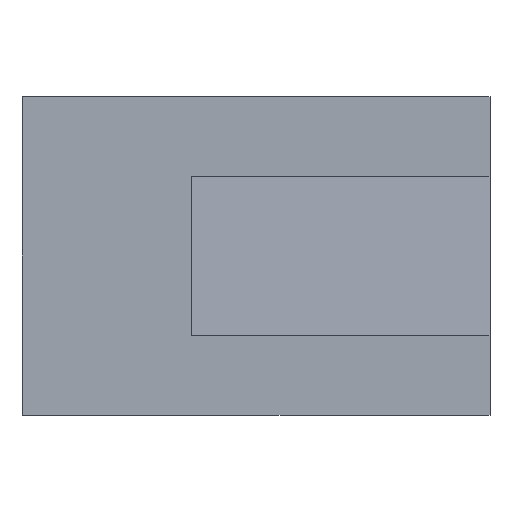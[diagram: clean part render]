
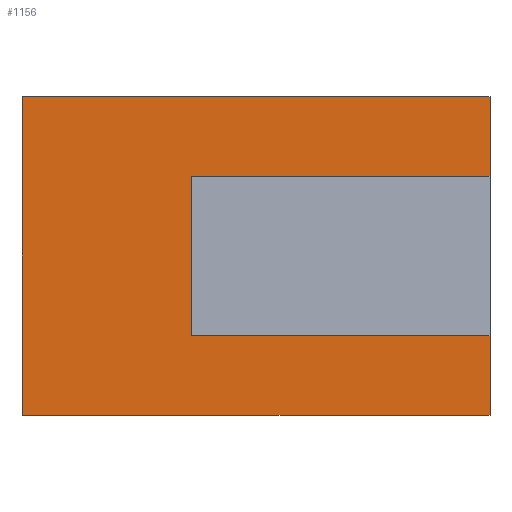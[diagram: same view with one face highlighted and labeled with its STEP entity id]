
A CAD part, front view. The second image highlights one B-rep face of the part: STEP entity #1156.
In plain terms, the highlighted planar face has unit normal (0, -1, 0).
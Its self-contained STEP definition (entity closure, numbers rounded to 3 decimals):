
#156=FACE_OUTER_BOUND('',#225,.T.);
#225=EDGE_LOOP('',(#1036,#1037,#1038,#1039,#1040,#1041,#1042,#1043));
#301=LINE('',#1944,#414);
#327=LINE('',#2018,#440);
#328=LINE('',#2021,#441);
#332=LINE('',#2028,#445);
#333=LINE('',#2031,#446);
#335=LINE('',#2033,#448);
#339=LINE('',#2042,#452);
#341=LINE('',#2045,#454);
#414=VECTOR('',#1354,10.);
#440=VECTOR('',#1426,10.);
#441=VECTOR('',#1429,10.);
#445=VECTOR('',#1435,10.);
#446=VECTOR('',#1438,10.);
#448=VECTOR('',#1440,10.);
#452=VECTOR('',#1450,10.);
#454=VECTOR('',#1454,10.);
#532=VERTEX_POINT('',#1941);
#533=VERTEX_POINT('',#1943);
#557=VERTEX_POINT('',#2014);
#558=VERTEX_POINT('',#2016);
#559=VERTEX_POINT('',#2020);
#561=VERTEX_POINT('',#2026);
#562=VERTEX_POINT('',#2030);
#564=VERTEX_POINT('',#2041);
#677=EDGE_CURVE('',#532,#533,#301,.T.);
#713=EDGE_CURVE('',#557,#558,#327,.T.);
#714=EDGE_CURVE('',#558,#559,#328,.T.);
#718=EDGE_CURVE('',#559,#561,#332,.T.);
#719=EDGE_CURVE('',#557,#562,#333,.T.);
#721=EDGE_CURVE('',#533,#561,#335,.T.);
#725=EDGE_CURVE('',#562,#564,#339,.T.);
#727=EDGE_CURVE('',#564,#532,#341,.T.);
#1036=ORIENTED_EDGE('',*,*,#718,.T.);
#1037=ORIENTED_EDGE('',*,*,#721,.F.);
#1038=ORIENTED_EDGE('',*,*,#677,.F.);
#1039=ORIENTED_EDGE('',*,*,#727,.F.);
#1040=ORIENTED_EDGE('',*,*,#725,.F.);
#1041=ORIENTED_EDGE('',*,*,#719,.F.);
#1042=ORIENTED_EDGE('',*,*,#713,.T.);
#1043=ORIENTED_EDGE('',*,*,#714,.T.);
#1095=PLANE('',#1232);
#1156=ADVANCED_FACE('',(#156),#1095,.T.);
#1232=AXIS2_PLACEMENT_3D('',#2044,#1452,#1453);
#1354=DIRECTION('',(1.,0.,0.));
#1426=DIRECTION('',(-1.,0.,0.));
#1429=DIRECTION('',(0.,0.,1.));
#1435=DIRECTION('',(1.,0.,0.));
#1438=DIRECTION('',(0.,0.,-1.));
#1440=DIRECTION('',(0.,0.,-1.));
#1450=DIRECTION('',(-1.,0.,0.));
#1452=DIRECTION('center_axis',(0.,-1.,0.));
#1453=DIRECTION('ref_axis',(1.,0.,0.));
#1454=DIRECTION('',(0.,0.,1.));
#1941=CARTESIAN_POINT('',(-11.75,-8.25,8.));
#1943=CARTESIAN_POINT('',(11.75,-8.25,8.));
#1944=CARTESIAN_POINT('',(-11.75,-8.25,8.));
#2014=CARTESIAN_POINT('',(11.75,-8.25,-4.));
#2016=CARTESIAN_POINT('',(-3.25,-8.25,-4.));
#2018=CARTESIAN_POINT('',(-3.75,-8.25,-4.));
#2020=CARTESIAN_POINT('',(-3.25,-8.25,4.));
#2021=CARTESIAN_POINT('',(-3.25,-8.25,0.));
#2026=CARTESIAN_POINT('',(11.75,-8.25,4.));
#2028=CARTESIAN_POINT('',(-3.75,-8.25,4.));
#2030=CARTESIAN_POINT('',(11.75,-8.25,-8.));
#2031=CARTESIAN_POINT('',(11.75,-8.25,0.));
#2033=CARTESIAN_POINT('',(11.75,-8.25,0.));
#2041=CARTESIAN_POINT('',(-11.75,-8.25,-8.));
#2042=CARTESIAN_POINT('',(-11.75,-8.25,-8.));
#2044=CARTESIAN_POINT('Origin',(-11.75,-8.25,0.));
#2045=CARTESIAN_POINT('',(-11.75,-8.25,0.));
